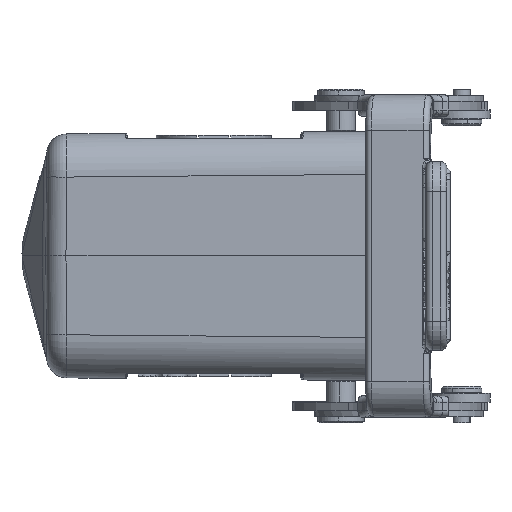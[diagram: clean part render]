
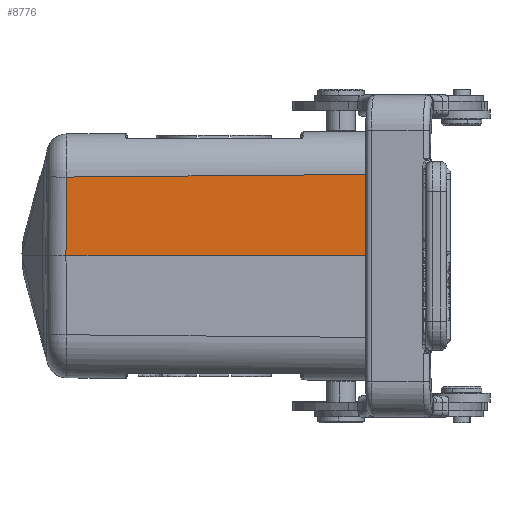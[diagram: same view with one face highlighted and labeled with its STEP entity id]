
A CAD part, left-side view. The second image highlights one B-rep face of the part: STEP entity #8776.
In plain terms, the highlighted planar face has unit normal (-1, 0.009, 0.009).
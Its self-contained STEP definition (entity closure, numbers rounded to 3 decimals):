
#2755=PLANE('',#33355);
#4464=LINE('',#53129,#6748);
#4465=LINE('',#53137,#6749);
#4467=LINE('',#53148,#6751);
#4468=LINE('',#53149,#6752);
#4469=LINE('',#53151,#6753);
#6748=VECTOR('',#39108,1.);
#6749=VECTOR('',#39111,1.);
#6751=VECTOR('',#39115,1.);
#6752=VECTOR('',#39116,1.);
#6753=VECTOR('',#39117,1.);
#8776=ADVANCED_FACE('',(#10625),#2755,.F.);
#10625=FACE_OUTER_BOUND('',#12464,.T.);
#12464=EDGE_LOOP('',(#18558,#18559,#18560,#18561,#18562));
#18558=ORIENTED_EDGE('',*,*,#28441,.T.);
#18559=ORIENTED_EDGE('',*,*,#28446,.F.);
#18560=ORIENTED_EDGE('',*,*,#28443,.F.);
#18561=ORIENTED_EDGE('',*,*,#28447,.T.);
#18562=ORIENTED_EDGE('',*,*,#28448,.T.);
#24384=VERTEX_POINT('',#52502);
#24449=VERTEX_POINT('',#53112);
#24452=VERTEX_POINT('',#53136);
#24453=VERTEX_POINT('',#53138);
#24455=VERTEX_POINT('',#53150);
#28441=EDGE_CURVE('',#24384,#24449,#4464,.T.);
#28443=EDGE_CURVE('',#24452,#24453,#4465,.T.);
#28446=EDGE_CURVE('',#24453,#24449,#4467,.T.);
#28447=EDGE_CURVE('',#24452,#24455,#4468,.T.);
#28448=EDGE_CURVE('',#24455,#24384,#4469,.T.);
#33355=AXIS2_PLACEMENT_3D('',#53152,#39118,#39119);
#39108=DIRECTION('',(0.009,0.,1.));
#39111=DIRECTION('',(0.009,-0.009,1.));
#39115=DIRECTION('',(-0.009,-1.,0.009));
#39116=DIRECTION('',(-0.009,-1.,0.));
#39117=DIRECTION('',(-0.009,-1.,0.));
#39118=DIRECTION('',(1.,-0.009,-0.009));
#39119=DIRECTION('',(0.009,0.,1.));
#52502=CARTESIAN_POINT('',(-36.491,71.008,0.));
#53112=CARTESIAN_POINT('',(-36.369,71.009,14.057));
#53129=CARTESIAN_POINT('',(-36.491,71.008,0.));
#53136=CARTESIAN_POINT('',(-36.033,123.531,0.));
#53137=CARTESIAN_POINT('',(-36.033,123.531,0.));
#53138=CARTESIAN_POINT('',(-35.915,123.412,13.6));
#53148=CARTESIAN_POINT('',(-35.915,123.412,13.6));
#53149=CARTESIAN_POINT('',(-36.033,123.531,0.));
#53150=CARTESIAN_POINT('',(-36.408,80.5,0.));
#53151=CARTESIAN_POINT('',(-36.408,80.5,0.));
#53152=CARTESIAN_POINT('',(-36.201,97.27,7.026));
